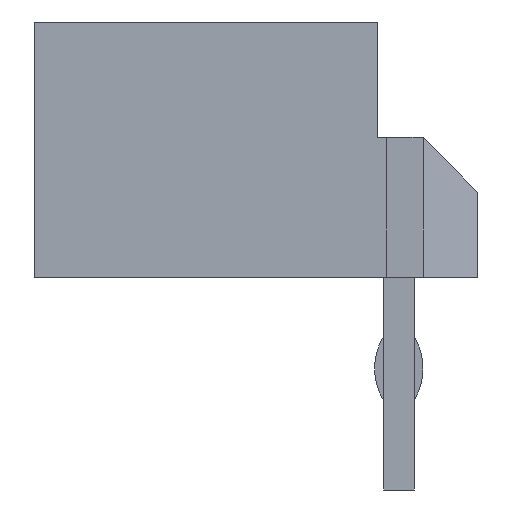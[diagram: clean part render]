
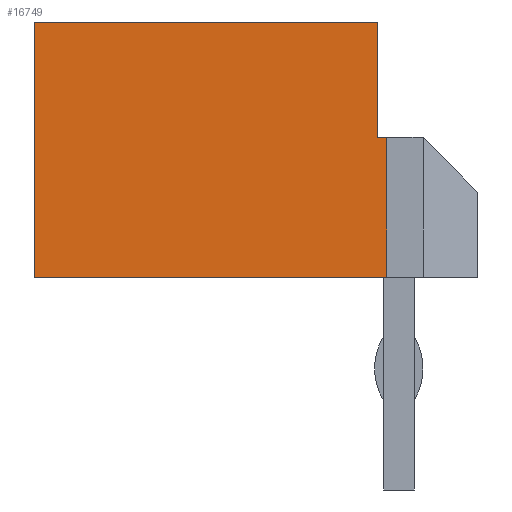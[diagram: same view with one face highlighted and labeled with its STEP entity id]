
A CAD part, left-side view. The second image highlights one B-rep face of the part: STEP entity #16749.
In plain terms, the highlighted planar face has unit normal (-1, 0, 0).
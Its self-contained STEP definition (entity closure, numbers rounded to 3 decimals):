
#368 = PLANE('',#369);
#369 = AXIS2_PLACEMENT_3D('',#370,#371,#372);
#370 = CARTESIAN_POINT('',(22.,-1.3,0.));
#371 = DIRECTION('',(0.,0.,-1.));
#372 = DIRECTION('',(-1.,0.,0.));
#3221 = PLANE('',#3222);
#3222 = AXIS2_PLACEMENT_3D('',#3223,#3224,#3225);
#3223 = CARTESIAN_POINT('',(10.,6.,2.1));
#3224 = DIRECTION('',(0.,1.,0.));
#3225 = DIRECTION('',(-1.,0.,0.));
#5547 = PLANE('',#5548);
#5548 = AXIS2_PLACEMENT_3D('',#5549,#5550,#5551);
#5549 = CARTESIAN_POINT('',(-2.,0.35,2.3));
#5550 = DIRECTION('',(0.,0.,-1.));
#5551 = DIRECTION('',(0.,-1.,0.));
#9267 = VERTEX_POINT('',#9268);
#9268 = CARTESIAN_POINT('',(-2.,0.2,2.3));
#9282 = PLANE('',#9283);
#9283 = AXIS2_PLACEMENT_3D('',#9284,#9285,#9286);
#9284 = CARTESIAN_POINT('',(-2.,0.2,0.));
#9285 = DIRECTION('',(0.,1.,0.));
#9286 = DIRECTION('',(1.,0.,0.));
#9294 = EDGE_CURVE('',#9295,#9267,#9297,.T.);
#9295 = VERTEX_POINT('',#9296);
#9296 = CARTESIAN_POINT('',(-2.,0.35,2.3));
#9297 = SURFACE_CURVE('',#9298,(#9302,#9309),.PCURVE_S1.);
#9298 = LINE('',#9299,#9300);
#9299 = CARTESIAN_POINT('',(-2.,0.35,2.3));
#9300 = VECTOR('',#9301,1.);
#9301 = DIRECTION('',(0.,-1.,0.));
#9302 = PCURVE('',#5547,#9303);
#9303 = DEFINITIONAL_REPRESENTATION('',(#9304),#9308);
#9304 = LINE('',#9305,#9306);
#9305 = CARTESIAN_POINT('',(0.,0.));
#9306 = VECTOR('',#9307,1.);
#9307 = DIRECTION('',(1.,0.));
#9308 = ( GEOMETRIC_REPRESENTATION_CONTEXT(2) 
PARAMETRIC_REPRESENTATION_CONTEXT() REPRESENTATION_CONTEXT('2D SPACE',''
  ) );
#9309 = PCURVE('',#9310,#9315);
#9310 = PLANE('',#9311);
#9311 = AXIS2_PLACEMENT_3D('',#9312,#9313,#9314);
#9312 = CARTESIAN_POINT('',(-2.,-1.3,0.));
#9313 = DIRECTION('',(-1.,0.,0.));
#9314 = DIRECTION('',(0.,0.,1.));
#9315 = DEFINITIONAL_REPRESENTATION('',(#9316),#9320);
#9316 = LINE('',#9317,#9318);
#9317 = CARTESIAN_POINT('',(2.3,1.65));
#9318 = VECTOR('',#9319,1.);
#9319 = DIRECTION('',(0.,-1.));
#9320 = ( GEOMETRIC_REPRESENTATION_CONTEXT(2) 
PARAMETRIC_REPRESENTATION_CONTEXT() REPRESENTATION_CONTEXT('2D SPACE',''
  ) );
#9338 = PLANE('',#9339);
#9339 = AXIS2_PLACEMENT_3D('',#9340,#9341,#9342);
#9340 = CARTESIAN_POINT('',(-2.,0.35,4.2));
#9341 = DIRECTION('',(0.,1.,0.));
#9342 = DIRECTION('',(0.,0.,-1.));
#11004 = PLANE('',#11005);
#11005 = AXIS2_PLACEMENT_3D('',#11006,#11007,#11008);
#11006 = CARTESIAN_POINT('',(-2.,-1.3,4.2));
#11007 = DIRECTION('',(0.,0.,1.));
#11008 = DIRECTION('',(1.,0.,0.));
#16102 = VERTEX_POINT('',#16103);
#16103 = CARTESIAN_POINT('',(-2.,6.,4.2));
#16124 = EDGE_CURVE('',#16125,#16102,#16127,.T.);
#16125 = VERTEX_POINT('',#16126);
#16126 = CARTESIAN_POINT('',(-2.,6.,0.));
#16127 = SURFACE_CURVE('',#16128,(#16132,#16139),.PCURVE_S1.);
#16128 = LINE('',#16129,#16130);
#16129 = CARTESIAN_POINT('',(-2.,6.,0.));
#16130 = VECTOR('',#16131,1.);
#16131 = DIRECTION('',(0.,0.,1.));
#16132 = PCURVE('',#3221,#16133);
#16133 = DEFINITIONAL_REPRESENTATION('',(#16134),#16138);
#16134 = LINE('',#16135,#16136);
#16135 = CARTESIAN_POINT('',(12.,-2.1));
#16136 = VECTOR('',#16137,1.);
#16137 = DIRECTION('',(0.,1.));
#16138 = ( GEOMETRIC_REPRESENTATION_CONTEXT(2) 
PARAMETRIC_REPRESENTATION_CONTEXT() REPRESENTATION_CONTEXT('2D SPACE',''
  ) );
#16139 = PCURVE('',#9310,#16140);
#16140 = DEFINITIONAL_REPRESENTATION('',(#16141),#16145);
#16141 = LINE('',#16142,#16143);
#16142 = CARTESIAN_POINT('',(0.,7.3));
#16143 = VECTOR('',#16144,1.);
#16144 = DIRECTION('',(1.,0.));
#16145 = ( GEOMETRIC_REPRESENTATION_CONTEXT(2) 
PARAMETRIC_REPRESENTATION_CONTEXT() REPRESENTATION_CONTEXT('2D SPACE',''
  ) );
#16411 = VERTEX_POINT('',#16412);
#16412 = CARTESIAN_POINT('',(-2.,0.2,0.));
#16548 = EDGE_CURVE('',#16411,#16125,#16549,.T.);
#16549 = SURFACE_CURVE('',#16550,(#16554,#16561),.PCURVE_S1.);
#16550 = LINE('',#16551,#16552);
#16551 = CARTESIAN_POINT('',(-2.,0.2,0.));
#16552 = VECTOR('',#16553,1.);
#16553 = DIRECTION('',(0.,1.,0.));
#16554 = PCURVE('',#368,#16555);
#16555 = DEFINITIONAL_REPRESENTATION('',(#16556),#16560);
#16556 = LINE('',#16557,#16558);
#16557 = CARTESIAN_POINT('',(24.,1.5));
#16558 = VECTOR('',#16559,1.);
#16559 = DIRECTION('',(0.,1.));
#16560 = ( GEOMETRIC_REPRESENTATION_CONTEXT(2) 
PARAMETRIC_REPRESENTATION_CONTEXT() REPRESENTATION_CONTEXT('2D SPACE',''
  ) );
#16561 = PCURVE('',#9310,#16562);
#16562 = DEFINITIONAL_REPRESENTATION('',(#16563),#16567);
#16563 = LINE('',#16564,#16565);
#16564 = CARTESIAN_POINT('',(0.,1.5));
#16565 = VECTOR('',#16566,1.);
#16566 = DIRECTION('',(0.,1.));
#16567 = ( GEOMETRIC_REPRESENTATION_CONTEXT(2) 
PARAMETRIC_REPRESENTATION_CONTEXT() REPRESENTATION_CONTEXT('2D SPACE',''
  ) );
#16705 = EDGE_CURVE('',#16706,#9295,#16708,.T.);
#16706 = VERTEX_POINT('',#16707);
#16707 = CARTESIAN_POINT('',(-2.,0.35,4.2));
#16708 = SURFACE_CURVE('',#16709,(#16713,#16720),.PCURVE_S1.);
#16709 = LINE('',#16710,#16711);
#16710 = CARTESIAN_POINT('',(-2.,0.35,4.2));
#16711 = VECTOR('',#16712,1.);
#16712 = DIRECTION('',(0.,0.,-1.));
#16713 = PCURVE('',#9338,#16714);
#16714 = DEFINITIONAL_REPRESENTATION('',(#16715),#16719);
#16715 = LINE('',#16716,#16717);
#16716 = CARTESIAN_POINT('',(0.,0.));
#16717 = VECTOR('',#16718,1.);
#16718 = DIRECTION('',(1.,0.));
#16719 = ( GEOMETRIC_REPRESENTATION_CONTEXT(2) 
PARAMETRIC_REPRESENTATION_CONTEXT() REPRESENTATION_CONTEXT('2D SPACE',''
  ) );
#16720 = PCURVE('',#9310,#16721);
#16721 = DEFINITIONAL_REPRESENTATION('',(#16722),#16726);
#16722 = LINE('',#16723,#16724);
#16723 = CARTESIAN_POINT('',(4.2,1.65));
#16724 = VECTOR('',#16725,1.);
#16725 = DIRECTION('',(-1.,0.));
#16726 = ( GEOMETRIC_REPRESENTATION_CONTEXT(2) 
PARAMETRIC_REPRESENTATION_CONTEXT() REPRESENTATION_CONTEXT('2D SPACE',''
  ) );
#16749 = ADVANCED_FACE('',(#16750),#9310,.T.);
#16750 = FACE_BOUND('',#16751,.F.);
#16751 = EDGE_LOOP('',(#16752,#16773,#16774,#16775,#16796,#16797));
#16752 = ORIENTED_EDGE('',*,*,#16753,.F.);
#16753 = EDGE_CURVE('',#16411,#9267,#16754,.T.);
#16754 = SURFACE_CURVE('',#16755,(#16759,#16766),.PCURVE_S1.);
#16755 = LINE('',#16756,#16757);
#16756 = CARTESIAN_POINT('',(-2.,0.2,0.));
#16757 = VECTOR('',#16758,1.);
#16758 = DIRECTION('',(0.,0.,1.));
#16759 = PCURVE('',#9310,#16760);
#16760 = DEFINITIONAL_REPRESENTATION('',(#16761),#16765);
#16761 = LINE('',#16762,#16763);
#16762 = CARTESIAN_POINT('',(0.,1.5));
#16763 = VECTOR('',#16764,1.);
#16764 = DIRECTION('',(1.,0.));
#16765 = ( GEOMETRIC_REPRESENTATION_CONTEXT(2) 
PARAMETRIC_REPRESENTATION_CONTEXT() REPRESENTATION_CONTEXT('2D SPACE',''
  ) );
#16766 = PCURVE('',#9282,#16767);
#16767 = DEFINITIONAL_REPRESENTATION('',(#16768),#16772);
#16768 = LINE('',#16769,#16770);
#16769 = CARTESIAN_POINT('',(0.,0.));
#16770 = VECTOR('',#16771,1.);
#16771 = DIRECTION('',(0.,-1.));
#16772 = ( GEOMETRIC_REPRESENTATION_CONTEXT(2) 
PARAMETRIC_REPRESENTATION_CONTEXT() REPRESENTATION_CONTEXT('2D SPACE',''
  ) );
#16773 = ORIENTED_EDGE('',*,*,#16548,.T.);
#16774 = ORIENTED_EDGE('',*,*,#16124,.T.);
#16775 = ORIENTED_EDGE('',*,*,#16776,.F.);
#16776 = EDGE_CURVE('',#16706,#16102,#16777,.T.);
#16777 = SURFACE_CURVE('',#16778,(#16782,#16789),.PCURVE_S1.);
#16778 = LINE('',#16779,#16780);
#16779 = CARTESIAN_POINT('',(-2.,0.35,4.2));
#16780 = VECTOR('',#16781,1.);
#16781 = DIRECTION('',(0.,1.,0.));
#16782 = PCURVE('',#9310,#16783);
#16783 = DEFINITIONAL_REPRESENTATION('',(#16784),#16788);
#16784 = LINE('',#16785,#16786);
#16785 = CARTESIAN_POINT('',(4.2,1.65));
#16786 = VECTOR('',#16787,1.);
#16787 = DIRECTION('',(0.,1.));
#16788 = ( GEOMETRIC_REPRESENTATION_CONTEXT(2) 
PARAMETRIC_REPRESENTATION_CONTEXT() REPRESENTATION_CONTEXT('2D SPACE',''
  ) );
#16789 = PCURVE('',#11004,#16790);
#16790 = DEFINITIONAL_REPRESENTATION('',(#16791),#16795);
#16791 = LINE('',#16792,#16793);
#16792 = CARTESIAN_POINT('',(0.,1.65));
#16793 = VECTOR('',#16794,1.);
#16794 = DIRECTION('',(0.,1.));
#16795 = ( GEOMETRIC_REPRESENTATION_CONTEXT(2) 
PARAMETRIC_REPRESENTATION_CONTEXT() REPRESENTATION_CONTEXT('2D SPACE',''
  ) );
#16796 = ORIENTED_EDGE('',*,*,#16705,.T.);
#16797 = ORIENTED_EDGE('',*,*,#9294,.T.);
